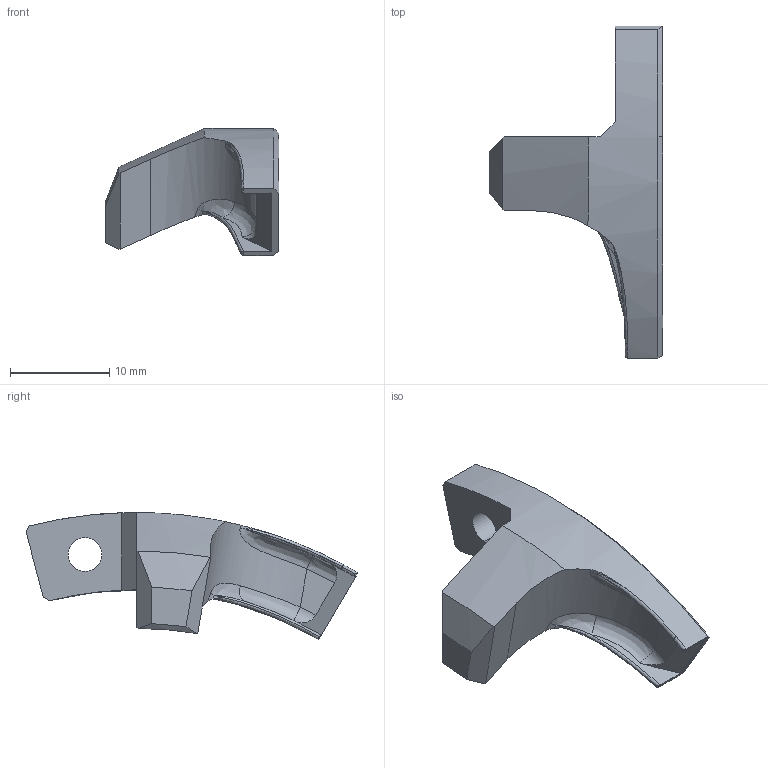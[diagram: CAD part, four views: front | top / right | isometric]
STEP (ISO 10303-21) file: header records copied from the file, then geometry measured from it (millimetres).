
FILE_DESCRIPTION (( 'STEP AP214' ), '1' );
FILE_NAME ('wire_cover_base_2.STEP', '2025-05-27T14:01:32', ( '' ), ( '' ), 'SwSTEP 2.0', 'SolidWorks 2025', '' );
FILE_SCHEMA (( 'AUTOMOTIVE_DESIGN' ));
Length unit declared in the file: millimetre
Products named in the file (1): wire_cover_base_2_default
Bounding box: 17.5 x 33.45 x 12.8 mm (x, y, z)
Volume: 1688 mm3; surface area: 1230.6 mm2
Topology: 1 solids, 1 shells, 53 faces, 138 edges, 87 vertices
Faces by surface type: bspline 17, plane 16, cylinder 12, cone 5, torus 3
Entity records: 2429 total; most frequent: CARTESIAN_POINT 1267, ORIENTED_EDGE 276, DIRECTION 184, EDGE_CURVE 138, VERTEX_POINT 87, AXIS2_PLACEMENT_3D 69, B_SPLINE_CURVE_WITH_KNOTS 56, EDGE_LOOP 55
